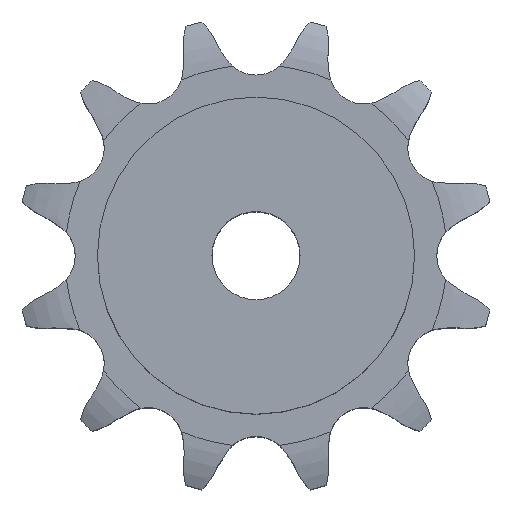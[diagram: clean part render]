
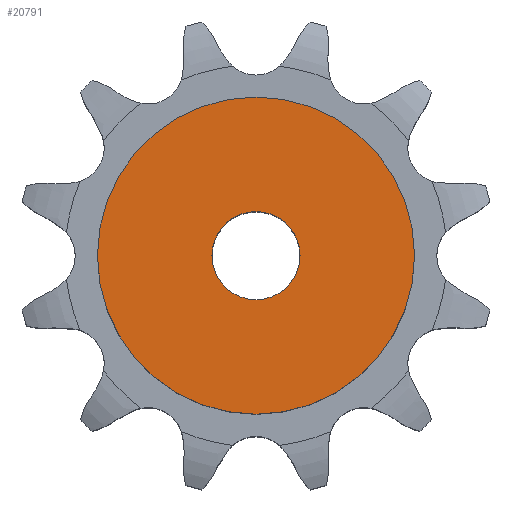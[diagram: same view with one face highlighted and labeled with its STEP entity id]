
A CAD part, top view. The second image highlights one B-rep face of the part: STEP entity #20791.
In plain terms, the highlighted planar face has unit normal (0, 0, 1).
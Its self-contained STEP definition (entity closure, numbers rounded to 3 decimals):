
#11172 = CYLINDRICAL_SURFACE('',#11173,10.);
#11173 = AXIS2_PLACEMENT_3D('',#11174,#11175,#11176);
#11174 = CARTESIAN_POINT('',(0.,0.,190.635));
#11175 = DIRECTION('',(0.,0.,1.));
#11176 = DIRECTION('',(1.,0.,0.));
#14192 = EDGE_CURVE('',#14193,#14193,#14195,.T.);
#14193 = VERTEX_POINT('',#14194);
#14194 = CARTESIAN_POINT('',(10.,0.,70.));
#14195 = SURFACE_CURVE('',#14196,(#14201,#14208),.PCURVE_S1.);
#14196 = CIRCLE('',#14197,10.);
#14197 = AXIS2_PLACEMENT_3D('',#14198,#14199,#14200);
#14198 = CARTESIAN_POINT('',(0.,0.,70.));
#14199 = DIRECTION('',(0.,0.,1.));
#14200 = DIRECTION('',(1.,0.,0.));
#14201 = PCURVE('',#11172,#14202);
#14202 = DEFINITIONAL_REPRESENTATION('',(#14203),#14207);
#14203 = LINE('',#14204,#14205);
#14204 = CARTESIAN_POINT('',(0.,-120.635));
#14205 = VECTOR('',#14206,1.);
#14206 = DIRECTION('',(1.,0.));
#14207 = ( GEOMETRIC_REPRESENTATION_CONTEXT(2) 
PARAMETRIC_REPRESENTATION_CONTEXT() REPRESENTATION_CONTEXT('2D SPACE',''
  ) );
#14208 = PCURVE('',#14209,#14214);
#14209 = PLANE('',#14210);
#14210 = AXIS2_PLACEMENT_3D('',#14211,#14212,#14213);
#14211 = CARTESIAN_POINT('',(0.,0.,70.)
  );
#14212 = DIRECTION('',(0.,0.,1.));
#14213 = DIRECTION('',(1.,0.,0.));
#14214 = DEFINITIONAL_REPRESENTATION('',(#14215),#14219);
#14215 = CIRCLE('',#14216,10.);
#14216 = AXIS2_PLACEMENT_2D('',#14217,#14218);
#14217 = CARTESIAN_POINT('',(0.,0.));
#14218 = DIRECTION('',(1.,0.));
#14219 = ( GEOMETRIC_REPRESENTATION_CONTEXT(2) 
PARAMETRIC_REPRESENTATION_CONTEXT() REPRESENTATION_CONTEXT('2D SPACE',''
  ) );
#20791 = ADVANCED_FACE('',(#20792,#20823),#14209,.T.);
#20792 = FACE_BOUND('',#20793,.T.);
#20793 = EDGE_LOOP('',(#20794));
#20794 = ORIENTED_EDGE('',*,*,#20795,.T.);
#20795 = EDGE_CURVE('',#20796,#20796,#20798,.T.);
#20796 = VERTEX_POINT('',#20797);
#20797 = CARTESIAN_POINT('',(36.,0.,70.));
#20798 = SURFACE_CURVE('',#20799,(#20804,#20811),.PCURVE_S1.);
#20799 = CIRCLE('',#20800,36.);
#20800 = AXIS2_PLACEMENT_3D('',#20801,#20802,#20803);
#20801 = CARTESIAN_POINT('',(0.,0.,70.));
#20802 = DIRECTION('',(0.,0.,1.));
#20803 = DIRECTION('',(1.,0.,0.));
#20804 = PCURVE('',#14209,#20805);
#20805 = DEFINITIONAL_REPRESENTATION('',(#20806),#20810);
#20806 = CIRCLE('',#20807,36.);
#20807 = AXIS2_PLACEMENT_2D('',#20808,#20809);
#20808 = CARTESIAN_POINT('',(0.,0.));
#20809 = DIRECTION('',(1.,0.));
#20810 = ( GEOMETRIC_REPRESENTATION_CONTEXT(2) 
PARAMETRIC_REPRESENTATION_CONTEXT() REPRESENTATION_CONTEXT('2D SPACE',''
  ) );
#20811 = PCURVE('',#20812,#20817);
#20812 = CYLINDRICAL_SURFACE('',#20813,36.);
#20813 = AXIS2_PLACEMENT_3D('',#20814,#20815,#20816);
#20814 = CARTESIAN_POINT('',(0.,0.,0.));
#20815 = DIRECTION('',(-0.,-0.,-1.));
#20816 = DIRECTION('',(1.,0.,0.));
#20817 = DEFINITIONAL_REPRESENTATION('',(#20818),#20822);
#20818 = LINE('',#20819,#20820);
#20819 = CARTESIAN_POINT('',(-0.,-70.));
#20820 = VECTOR('',#20821,1.);
#20821 = DIRECTION('',(-1.,0.));
#20822 = ( GEOMETRIC_REPRESENTATION_CONTEXT(2) 
PARAMETRIC_REPRESENTATION_CONTEXT() REPRESENTATION_CONTEXT('2D SPACE',''
  ) );
#20823 = FACE_BOUND('',#20824,.T.);
#20824 = EDGE_LOOP('',(#20825));
#20825 = ORIENTED_EDGE('',*,*,#14192,.F.);
